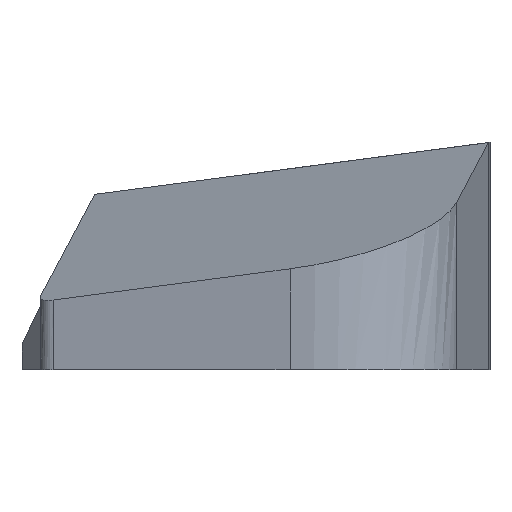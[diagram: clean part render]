
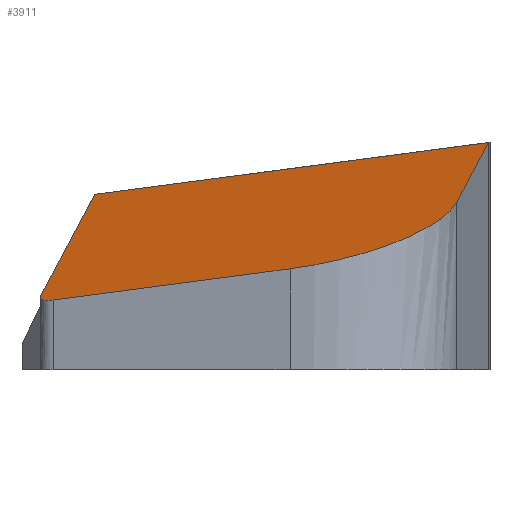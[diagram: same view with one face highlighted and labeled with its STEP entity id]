
A CAD part, left-side view. The second image highlights one B-rep face of the part: STEP entity #3911.
In plain terms, the highlighted planar face has unit normal (-0.293, 0.192, 0.937).
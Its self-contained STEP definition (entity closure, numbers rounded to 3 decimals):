
#489 = VERTEX_POINT('',#490);
#490 = CARTESIAN_POINT('',(0.,0.,150.));
#506 = PLANE('',#507);
#507 = AXIS2_PLACEMENT_3D('',#508,#509,#510);
#508 = CARTESIAN_POINT('',(-1.26,-143.122,
    168.842));
#509 = DIRECTION('',(0.,-0.131,-0.991)
  );
#510 = DIRECTION('',(0.,-0.991,0.131));
#1538 = PLANE('',#1539);
#1539 = AXIS2_PLACEMENT_3D('',#1540,#1541,#1542);
#1540 = CARTESIAN_POINT('',(-89.838,16.769,
    43.47));
#1541 = DIRECTION('',(-0.183,-0.983,0.));
#1542 = DIRECTION('',(0.929,-0.173,0.326));
#1633 = SURFACE_OF_LINEAR_EXTRUSION('',#1634,#1639);
#1634 = CIRCLE('',#1635,10.);
#1635 = AXIS2_PLACEMENT_3D('',#1636,#1637,#1638);
#1636 = CARTESIAN_POINT('',(-181.926,23.877,
    -61.787));
#1637 = DIRECTION('',(0.293,-0.192,-0.937));
#1638 = DIRECTION('',(-0.929,0.173,-0.326));
#1639 = VECTOR('',#1640,1.);
#1640 = DIRECTION('',(0.,0.,1.));
#1683 = PLANE('',#1684);
#1684 = AXIS2_PLACEMENT_3D('',#1685,#1686,#1687);
#1685 = CARTESIAN_POINT('',(-208.21,-47.355,
    19.558));
#1686 = DIRECTION('',(0.974,-0.227,0.));
#1687 = DIRECTION('',(0.225,0.966,-0.127));
#1756 = SURFACE_OF_LINEAR_EXTRUSION('',#1757,#1762);
#1757 = CIRCLE('',#1758,90.);
#1758 = AXIS2_PLACEMENT_3D('',#1759,#1760,#1761);
#1759 = CARTESIAN_POINT('',(-141.566,-135.932,
    -16.484));
#1760 = DIRECTION('',(0.293,-0.192,-0.937));
#1761 = DIRECTION('',(-0.225,-0.966,0.127));
#1762 = VECTOR('',#1763,1.);
#1763 = DIRECTION('',(0.,0.,1.));
#1809 = PLANE('',#1810);
#1810 = AXIS2_PLACEMENT_3D('',#1811,#1812,#1813);
#1811 = CARTESIAN_POINT('',(-109.145,-232.706,
    88.446));
#1812 = DIRECTION('',(0.183,0.983,-0.));
#1813 = DIRECTION('',(-0.929,0.173,-0.326));
#1989 = VERTEX_POINT('',#1990);
#1990 = CARTESIAN_POINT('',(-56.477,-242.536,
    181.931));
#2011 = EDGE_CURVE('',#1989,#489,#2012,.T.);
#2012 = SURFACE_CURVE('',#2013,(#2017,#2024),.PCURVE_S1.);
#2013 = LINE('',#2014,#2015);
#2014 = CARTESIAN_POINT('',(-56.477,-242.536,
    181.931));
#2015 = VECTOR('',#2016,1.);
#2016 = DIRECTION('',(0.225,0.966,-0.127));
#2017 = PCURVE('',#506,#2018);
#2018 = DEFINITIONAL_REPRESENTATION('',(#2019),#2023);
#2019 = LINE('',#2020,#2021);
#2020 = CARTESIAN_POINT('',(100.272,55.217));
#2021 = VECTOR('',#2022,1.);
#2022 = DIRECTION('',(-0.974,-0.225));
#2023 = ( GEOMETRIC_REPRESENTATION_CONTEXT(2) 
PARAMETRIC_REPRESENTATION_CONTEXT() REPRESENTATION_CONTEXT('2D SPACE',''
  ) );
#2024 = PCURVE('',#2025,#2030);
#2025 = PLANE('',#2026);
#2026 = AXIS2_PLACEMENT_3D('',#2027,#2028,#2029);
#2027 = CARTESIAN_POINT('',(-115.718,-98.89,
    134.027));
#2028 = DIRECTION('',(0.293,-0.192,-0.937));
#2029 = DIRECTION('',(-0.954,0.,
    -0.299));
#2030 = DEFINITIONAL_REPRESENTATION('',(#2031),#2035);
#2031 = LINE('',#2032,#2033);
#2032 = CARTESIAN_POINT('',(-70.84,-146.356));
#2033 = VECTOR('',#2034,1.);
#2034 = DIRECTION('',(-0.177,0.984));
#2035 = ( GEOMETRIC_REPRESENTATION_CONTEXT(2) 
PARAMETRIC_REPRESENTATION_CONTEXT() REPRESENTATION_CONTEXT('2D SPACE',''
  ) );
#3666 = VERTEX_POINT('',#3667);
#3667 = CARTESIAN_POINT('',(-179.677,33.538,
    86.941));
#3690 = EDGE_CURVE('',#3666,#489,#3691,.T.);
#3691 = SURFACE_CURVE('',#3692,(#3696,#3703),.PCURVE_S1.);
#3692 = LINE('',#3693,#3694);
#3693 = CARTESIAN_POINT('',(-179.677,33.538,
    86.941));
#3694 = VECTOR('',#3695,1.);
#3695 = DIRECTION('',(0.929,-0.173,0.326));
#3696 = PCURVE('',#1538,#3697);
#3697 = DEFINITIONAL_REPRESENTATION('',(#3698),#3702);
#3698 = LINE('',#3699,#3700);
#3699 = CARTESIAN_POINT('',(-72.216,70.899));
#3700 = VECTOR('',#3701,1.);
#3701 = DIRECTION('',(1.,0.));
#3702 = ( GEOMETRIC_REPRESENTATION_CONTEXT(2) 
PARAMETRIC_REPRESENTATION_CONTEXT() REPRESENTATION_CONTEXT('2D SPACE',''
  ) );
#3703 = PCURVE('',#2025,#3704);
#3704 = DEFINITIONAL_REPRESENTATION('',(#3705),#3709);
#3705 = LINE('',#3706,#3707);
#3706 = CARTESIAN_POINT('',(75.099,134.927));
#3707 = VECTOR('',#3708,1.);
#3708 = DIRECTION('',(-0.984,-0.177));
#3709 = ( GEOMETRIC_REPRESENTATION_CONTEXT(2) 
PARAMETRIC_REPRESENTATION_CONTEXT() REPRESENTATION_CONTEXT('2D SPACE',''
  ) );
#3744 = VERTEX_POINT('',#3745);
#3745 = CARTESIAN_POINT('',(-161.812,-222.875,
    144.962));
#3765 = EDGE_CURVE('',#1989,#3744,#3766,.T.);
#3766 = SURFACE_CURVE('',#3767,(#3771,#3778),.PCURVE_S1.);
#3767 = LINE('',#3768,#3769);
#3768 = CARTESIAN_POINT('',(-56.477,-242.536,
    181.931));
#3769 = VECTOR('',#3770,1.);
#3770 = DIRECTION('',(-0.929,0.173,-0.326));
#3771 = PCURVE('',#1809,#3772);
#3772 = DEFINITIONAL_REPRESENTATION('',(#3773),#3777);
#3773 = LINE('',#3774,#3775);
#3774 = CARTESIAN_POINT('',(-81.136,70.899));
#3775 = VECTOR('',#3776,1.);
#3776 = DIRECTION('',(1.,0.));
#3777 = ( GEOMETRIC_REPRESENTATION_CONTEXT(2) 
PARAMETRIC_REPRESENTATION_CONTEXT() REPRESENTATION_CONTEXT('2D SPACE',''
  ) );
#3778 = PCURVE('',#2025,#3779);
#3779 = DEFINITIONAL_REPRESENTATION('',(#3780),#3784);
#3780 = LINE('',#3781,#3782);
#3781 = CARTESIAN_POINT('',(-70.84,-146.356));
#3782 = VECTOR('',#3783,1.);
#3783 = DIRECTION('',(0.984,0.177));
#3784 = ( GEOMETRIC_REPRESENTATION_CONTEXT(2) 
PARAMETRIC_REPRESENTATION_CONTEXT() REPRESENTATION_CONTEXT('2D SPACE',''
  ) );
#3792 = VERTEX_POINT('',#3793);
#3793 = CARTESIAN_POINT('',(-225.201,-120.321,
    104.164));
#3814 = EDGE_CURVE('',#3744,#3792,#3815,.T.);
#3815 = SURFACE_CURVE('',#3816,(#3821,#3828),.PCURVE_S1.);
#3816 = CIRCLE('',#3817,90.);
#3817 = AXIS2_PLACEMENT_3D('',#3818,#3819,#3820);
#3818 = CARTESIAN_POINT('',(-141.566,-135.932,
    133.516));
#3819 = DIRECTION('',(0.293,-0.192,-0.937));
#3820 = DIRECTION('',(-0.225,-0.966,0.127));
#3821 = PCURVE('',#1756,#3822);
#3822 = DEFINITIONAL_REPRESENTATION('',(#3823),#3827);
#3823 = LINE('',#3824,#3825);
#3824 = CARTESIAN_POINT('',(0.,150.));
#3825 = VECTOR('',#3826,1.);
#3826 = DIRECTION('',(1.,0.));
#3827 = ( GEOMETRIC_REPRESENTATION_CONTEXT(2) 
PARAMETRIC_REPRESENTATION_CONTEXT() REPRESENTATION_CONTEXT('2D SPACE',''
  ) );
#3828 = PCURVE('',#2025,#3829);
#3829 = DEFINITIONAL_REPRESENTATION('',(#3830),#3834);
#3830 = CIRCLE('',#3831,90.);
#3831 = AXIS2_PLACEMENT_2D('',#3832,#3833);
#3832 = CARTESIAN_POINT('',(24.822,-37.74));
#3833 = DIRECTION('',(0.177,-0.984));
#3834 = ( GEOMETRIC_REPRESENTATION_CONTEXT(2) 
PARAMETRIC_REPRESENTATION_CONTEXT() REPRESENTATION_CONTEXT('2D SPACE',''
  ) );
#3842 = VERTEX_POINT('',#3843);
#3843 = CARTESIAN_POINT('',(-191.219,25.612,
    84.951));
#3863 = EDGE_CURVE('',#3792,#3842,#3864,.T.);
#3864 = SURFACE_CURVE('',#3865,(#3869,#3876),.PCURVE_S1.);
#3865 = LINE('',#3866,#3867);
#3866 = CARTESIAN_POINT('',(-225.201,-120.321,
    104.164));
#3867 = VECTOR('',#3868,1.);
#3868 = DIRECTION('',(0.225,0.966,-0.127));
#3869 = PCURVE('',#1683,#3870);
#3870 = DEFINITIONAL_REPRESENTATION('',(#3871),#3875);
#3871 = LINE('',#3872,#3873);
#3872 = CARTESIAN_POINT('',(-85.071,74.391));
#3873 = VECTOR('',#3874,1.);
#3874 = DIRECTION('',(1.,0.));
#3875 = ( GEOMETRIC_REPRESENTATION_CONTEXT(2) 
PARAMETRIC_REPRESENTATION_CONTEXT() REPRESENTATION_CONTEXT('2D SPACE',''
  ) );
#3876 = PCURVE('',#2025,#3877);
#3877 = DEFINITIONAL_REPRESENTATION('',(#3878),#3882);
#3878 = LINE('',#3879,#3880);
#3879 = CARTESIAN_POINT('',(113.406,-21.835));
#3880 = VECTOR('',#3881,1.);
#3881 = DIRECTION('',(-0.177,0.984));
#3882 = ( GEOMETRIC_REPRESENTATION_CONTEXT(2) 
PARAMETRIC_REPRESENTATION_CONTEXT() REPRESENTATION_CONTEXT('2D SPACE',''
  ) );
#3890 = EDGE_CURVE('',#3842,#3666,#3891,.T.);
#3891 = SURFACE_CURVE('',#3892,(#3897,#3904),.PCURVE_S1.);
#3892 = CIRCLE('',#3893,10.);
#3893 = AXIS2_PLACEMENT_3D('',#3894,#3895,#3896);
#3894 = CARTESIAN_POINT('',(-181.926,23.877,
    88.213));
#3895 = DIRECTION('',(0.293,-0.192,-0.937));
#3896 = DIRECTION('',(-0.929,0.173,-0.326));
#3897 = PCURVE('',#1633,#3898);
#3898 = DEFINITIONAL_REPRESENTATION('',(#3899),#3903);
#3899 = LINE('',#3900,#3901);
#3900 = CARTESIAN_POINT('',(0.,150.));
#3901 = VECTOR('',#3902,1.);
#3902 = DIRECTION('',(1.,0.));
#3903 = ( GEOMETRIC_REPRESENTATION_CONTEXT(2) 
PARAMETRIC_REPRESENTATION_CONTEXT() REPRESENTATION_CONTEXT('2D SPACE',''
  ) );
#3904 = PCURVE('',#2025,#3905);
#3905 = DEFINITIONAL_REPRESENTATION('',(#3906),#3910);
#3906 = CIRCLE('',#3907,10.);
#3907 = AXIS2_PLACEMENT_2D('',#3908,#3909);
#3908 = CARTESIAN_POINT('',(76.866,125.084));
#3909 = DIRECTION('',(0.984,0.177));
#3910 = ( GEOMETRIC_REPRESENTATION_CONTEXT(2) 
PARAMETRIC_REPRESENTATION_CONTEXT() REPRESENTATION_CONTEXT('2D SPACE',''
  ) );
#3911 = ADVANCED_FACE('',(#3912),#2025,.F.);
#3912 = FACE_BOUND('',#3913,.F.);
#3913 = EDGE_LOOP('',(#3914,#3915,#3916,#3917,#3918,#3919));
#3914 = ORIENTED_EDGE('',*,*,#2011,.F.);
#3915 = ORIENTED_EDGE('',*,*,#3765,.T.);
#3916 = ORIENTED_EDGE('',*,*,#3814,.T.);
#3917 = ORIENTED_EDGE('',*,*,#3863,.T.);
#3918 = ORIENTED_EDGE('',*,*,#3890,.T.);
#3919 = ORIENTED_EDGE('',*,*,#3690,.T.);
